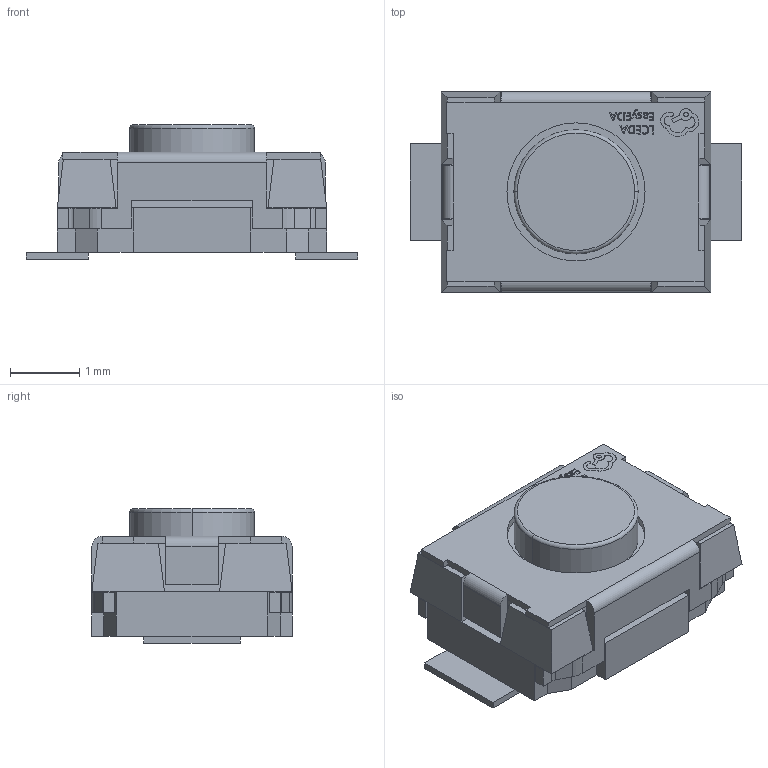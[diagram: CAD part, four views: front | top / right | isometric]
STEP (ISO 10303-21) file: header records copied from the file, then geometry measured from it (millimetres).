
FILE_DESCRIPTION(('CAx-IF Rec.Pracs.---Model Styling and Organization---1.5---2016-08-15','CAx-IF Rec.Pracs.---Geometric and Assembly Validation Properties---4.4---2016-08-17','CAx-IF Rec.Pracs.---User Defined Attributes---1.5---2016-08-15','CAx-IF Rec.Pracs.---External References---2.1---2005-01-19'),'2;1');
FILE_NAME('Button GT_TC029B-H025-L1N.stp','2025-04-03T14:25:17',('Unspecified'),('Unspecified'),'CAD Exchanger 3.11.0 (cadexchanger.com)','Unspecified','');
FILE_SCHEMA(('AUTOMOTIVE_DESIGN { 1 0 10303 214 1 1 1 1 }'));
Length unit declared in the file: millimetre
Products named in the file (4): PCBModel; 4bcW-SW1; SW-SMD_L3.9-W3.0-P4.45; COMPOUND
Assembly tree (3 placements, depth 4):
  PCBModel
    4bcW-SW1
      SW-SMD_L3.9-W3.0-P4.45
        COMPOUND
Bounding box: 4.8 x 2.9 x 1.95 mm (x, y, z)
Volume: 16.2 mm3; surface area: 66.2 mm2
Topology: 16 solids, 16 shells, 493 faces, 1248 edges, 796 vertices
Faces by surface type: plane 355, bspline 112, cylinder 24, torus 2
Entity records: 19591 total; most frequent: CARTESIAN_POINT 4643, ORIENTED_EDGE 2496, DIRECTION 1838, EDGE_CURVE 1248, LINE 968, VECTOR 968, VERTEX_POINT 796, FACE_BOUND 514
